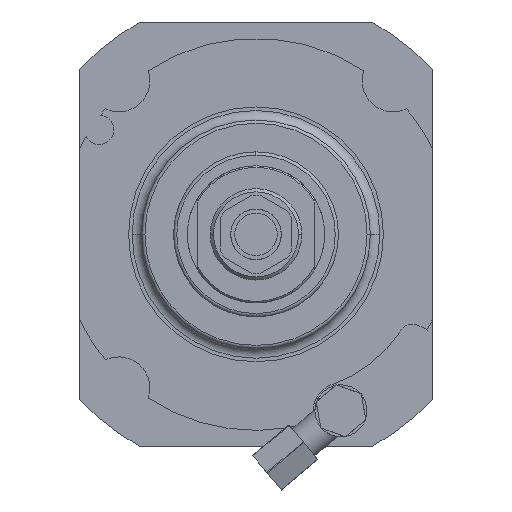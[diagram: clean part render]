
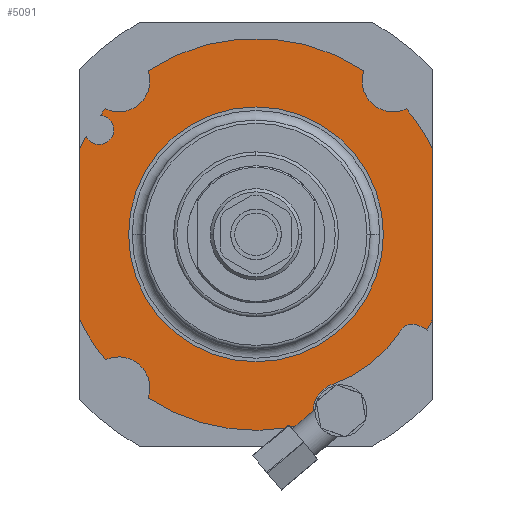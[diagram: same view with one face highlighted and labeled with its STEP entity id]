
A CAD part, left-side view. The second image highlights one B-rep face of the part: STEP entity #5091.
In plain terms, the highlighted planar face has unit normal (-1, 0, 0).
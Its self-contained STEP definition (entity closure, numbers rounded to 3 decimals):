
#784=CARTESIAN_POINT('',(-66.,0.,0.));
#785=DIRECTION('',(-1.,0.,0.));
#786=DIRECTION('',(0.,0.9,-0.436));
#787=AXIS2_PLACEMENT_3D('',#784,#785,#786);
#862=CARTESIAN_POINT('',(-66.,0.,0.));
#863=DIRECTION('',(-1.,0.,0.));
#864=DIRECTION('',(0.,-0.55,0.835));
#865=AXIS2_PLACEMENT_3D('',#862,#863,#864);
#871=CARTESIAN_POINT('',(-66.,-42.,47.));
#872=DIRECTION('',(1.,0.,0.));
#873=DIRECTION('',(0.,-0.43,-0.903));
#874=AXIS2_PLACEMENT_3D('',#871,#872,#873);
#880=CARTESIAN_POINT('',(-66.,0.,0.));
#881=DIRECTION('',(-1.,0.,0.));
#882=DIRECTION('',(0.,-0.9,0.436));
#883=AXIS2_PLACEMENT_3D('',#880,#881,#882);
#889=DIRECTION('',(0.,0.873,0.488));
#890=VECTOR('',#889,2.487);
#891=CARTESIAN_POINT('',(-66.,-52.367,-29.286));
#892=LINE('',#891,#890);
#893=CARTESIAN_POINT('',(-66.,-10.499,-8.044));
#894=DIRECTION('',(-1.,0.,0.));
#895=DIRECTION('',(0.,-0.32,-0.948));
#896=AXIS2_PLACEMENT_3D('',#893,#894,#895);
#898=DIRECTION('',(0.,-0.302,-0.953));
#899=VECTOR('',#898,0.673);
#900=CARTESIAN_POINT('',(-66.,-17.896,-56.564));
#901=LINE('',#900,#899);
#902=DIRECTION('',(0.,0.,1.));
#903=VECTOR('',#902,52.307);
#904=CARTESIAN_POINT('',(-66.,54.,-26.153));
#905=LINE('',#904,#903);
#906=DIRECTION('',(0.,0.,-1.));
#907=VECTOR('',#906,52.307);
#908=CARTESIAN_POINT('',(-66.,-54.,26.153));
#909=LINE('',#908,#907);
#910=CARTESIAN_POINT('',(-66.,0.,0.));
#911=DIRECTION('',(1.,0.,0.));
#912=DIRECTION('',(0.,-1.,0.));
#913=AXIS2_PLACEMENT_3D('',#910,#911,#912);
#915=CARTESIAN_POINT('',(-66.,0.,0.));
#916=DIRECTION('',(-1.,0.,0.));
#917=DIRECTION('',(0.,-1.,0.));
#918=AXIS2_PLACEMENT_3D('',#915,#916,#917);
#924=CARTESIAN_POINT('',(-66.,0.,0.));
#925=DIRECTION('',(-1.,0.,0.));
#926=DIRECTION('',(0.,-0.873,-0.488));
#927=AXIS2_PLACEMENT_3D('',#924,#925,#926);
#937=CARTESIAN_POINT('',(-66.,-48.,-32.));
#938=DIRECTION('',(1.,0.,0.));
#939=DIRECTION('',(0.,0.843,0.538));
#940=AXIS2_PLACEMENT_3D('',#937,#938,#939);
#950=CARTESIAN_POINT('',(-66.,-26.,-54.));
#951=DIRECTION('',(1.,0.,0.));
#952=DIRECTION('',(0.,0.953,-0.302));
#953=AXIS2_PLACEMENT_3D('',#950,#951,#952);
#963=CARTESIAN_POINT('',(-66.,0.,0.));
#964=DIRECTION('',(-1.,0.,0.));
#965=DIRECTION('',(0.,0.55,-0.835));
#966=AXIS2_PLACEMENT_3D('',#963,#964,#965);
#972=CARTESIAN_POINT('',(-66.,42.,-47.));
#973=DIRECTION('',(1.,0.,0.));
#974=DIRECTION('',(0.,0.43,0.903));
#975=AXIS2_PLACEMENT_3D('',#972,#973,#974);
#981=CARTESIAN_POINT('',(-66.,0.,0.));
#982=DIRECTION('',(-1.,0.,0.));
#983=DIRECTION('',(0.,0.867,0.499));
#984=AXIS2_PLACEMENT_3D('',#981,#982,#983);
#990=CARTESIAN_POINT('',(-66.,48.,32.));
#991=DIRECTION('',(1.,0.,0.));
#992=DIRECTION('',(0.,-0.082,0.997));
#993=AXIS2_PLACEMENT_3D('',#990,#991,#992);
#999=CARTESIAN_POINT('',(-66.,0.,0.));
#1000=DIRECTION('',(-1.,0.,0.));
#1001=DIRECTION('',(0.,0.768,0.64));
#1002=AXIS2_PLACEMENT_3D('',#999,#1000,#1001);
#1008=CARTESIAN_POINT('',(-66.,42.,47.));
#1009=DIRECTION('',(1.,0.,0.));
#1010=DIRECTION('',(0.,-0.945,0.326));
#1011=AXIS2_PLACEMENT_3D('',#1008,#1009,#1010);
#3840=CARTESIAN_POINT('',(-66.,-39.,0.));
#3842=VERTEX_POINT('',#3840);
#3844=CARTESIAN_POINT('',(-66.,39.,0.));
#3846=VERTEX_POINT('',#3844);
#3847=CARTESIAN_POINT('',(-66.,-46.084,38.423));
#3848=CARTESIAN_POINT('',(-66.,-33.019,50.097));
#3849=VERTEX_POINT('',#3847);
#3850=VERTEX_POINT('',#3848);
#3851=CARTESIAN_POINT('',(-66.,33.019,50.097));
#3852=VERTEX_POINT('',#3851);
#3853=CARTESIAN_POINT('',(-66.,46.084,38.423));
#3854=VERTEX_POINT('',#3853);
#3855=CARTESIAN_POINT('',(-66.,46.084,-38.423));
#3856=CARTESIAN_POINT('',(-66.,33.019,-50.097));
#3857=VERTEX_POINT('',#3855);
#3858=VERTEX_POINT('',#3856);
#3859=CARTESIAN_POINT('',(-66.,-54.,26.153));
#3860=CARTESIAN_POINT('',(-66.,-54.,-26.153));
#3861=VERTEX_POINT('',#3859);
#3862=VERTEX_POINT('',#3860);
#3863=CARTESIAN_POINT('',(-66.,54.,-26.153));
#3864=CARTESIAN_POINT('',(-66.,54.,26.153));
#3865=VERTEX_POINT('',#3863);
#3866=VERTEX_POINT('',#3864);
#3867=CARTESIAN_POINT('',(-66.,47.632,36.485));
#3868=VERTEX_POINT('',#3867);
#3869=CARTESIAN_POINT('',(-66.,51.999,29.936));
#3870=VERTEX_POINT('',#3869);
#3871=CARTESIAN_POINT('',(-66.,-52.367,-29.286));
#3872=VERTEX_POINT('',#3871);
#3873=CARTESIAN_POINT('',(-66.,-44.208,-29.577));
#3874=CARTESIAN_POINT('',(-66.,-50.196,-28.072));
#3875=VERTEX_POINT('',#3873);
#3876=VERTEX_POINT('',#3874);
#3877=CARTESIAN_POINT('',(-66.,-18.099,-57.205));
#3878=VERTEX_POINT('',#3877);
#3879=CARTESIAN_POINT('',(-66.,-17.896,-56.564));
#3880=CARTESIAN_POINT('',(-66.,-23.283,-45.946));
#3881=VERTEX_POINT('',#3879);
#3882=VERTEX_POINT('',#3880);
#5048=CARTESIAN_POINT('',(-66.,0.,0.));
#5049=DIRECTION('',(-1.,0.,0.));
#5050=DIRECTION('',(0.,1.,0.));
#5051=AXIS2_PLACEMENT_3D('',#5048,#5049,#5050);
#5052=PLANE('',#5051);
#5054=ORIENTED_EDGE('',*,*,#5053,.F.);
#5056=ORIENTED_EDGE('',*,*,#5055,.T.);
#5058=ORIENTED_EDGE('',*,*,#5057,.F.);
#5060=ORIENTED_EDGE('',*,*,#5059,.F.);
#5062=ORIENTED_EDGE('',*,*,#5061,.F.);
#5064=ORIENTED_EDGE('',*,*,#5063,.T.);
#5066=ORIENTED_EDGE('',*,*,#5065,.F.);
#5068=ORIENTED_EDGE('',*,*,#5067,.F.);
#5069=ORIENTED_EDGE('',*,*,#4943,.F.);
#5070=ORIENTED_EDGE('',*,*,#4959,.T.);
#5072=ORIENTED_EDGE('',*,*,#5071,.F.);
#5074=ORIENTED_EDGE('',*,*,#5073,.F.);
#5076=ORIENTED_EDGE('',*,*,#5075,.F.);
#5078=ORIENTED_EDGE('',*,*,#5077,.F.);
#5079=ORIENTED_EDGE('',*,*,#5014,.F.);
#5080=ORIENTED_EDGE('',*,*,#5029,.F.);
#5081=ORIENTED_EDGE('',*,*,#5042,.F.);
#5082=ORIENTED_EDGE('',*,*,#4874,.T.);
#5083=EDGE_LOOP('',(#5054,#5056,#5058,#5060,#5062,#5064,#5066,#5068,#5069,#5070,
#5072,#5074,#5076,#5078,#5079,#5080,#5081,#5082));
#5084=FACE_OUTER_BOUND('',#5083,.F.);
#5086=ORIENTED_EDGE('',*,*,#5085,.F.);
#5088=ORIENTED_EDGE('',*,*,#5087,.T.);
#5089=EDGE_LOOP('',(#5086,#5088));
#5090=FACE_BOUND('',#5089,.F.);
#5091=ADVANCED_FACE('',(#5084,#5090),#5052,.T.);
#788=CIRCLE('',#787,60.);
#866=CIRCLE('',#865,60.);
#875=CIRCLE('',#874,9.5);
#884=CIRCLE('',#883,60.);
#897=CIRCLE('',#896,40.);
#914=CIRCLE('',#913,39.);
#919=CIRCLE('',#918,39.);
#928=CIRCLE('',#927,60.);
#941=CIRCLE('',#940,4.5);
#954=CIRCLE('',#953,8.5);
#967=CIRCLE('',#966,60.);
#976=CIRCLE('',#975,9.5);
#985=CIRCLE('',#984,60.);
#994=CIRCLE('',#993,4.5);
#1003=CIRCLE('',#1002,60.);
#1012=CIRCLE('',#1011,9.5);
#4874=EDGE_CURVE('',#3861,#3862,#909,.T.);
#4943=EDGE_CURVE('',#3865,#3857,#788,.T.);
#4959=EDGE_CURVE('',#3865,#3866,#905,.T.);
#5014=EDGE_CURVE('',#3850,#3852,#866,.T.);
#5029=EDGE_CURVE('',#3849,#3850,#875,.T.);
#5042=EDGE_CURVE('',#3861,#3849,#884,.T.);
#5053=EDGE_CURVE('',#3872,#3862,#928,.T.);
#5055=EDGE_CURVE('',#3872,#3876,#892,.T.);
#5057=EDGE_CURVE('',#3875,#3876,#941,.T.);
#5059=EDGE_CURVE('',#3882,#3875,#897,.T.);
#5061=EDGE_CURVE('',#3881,#3882,#954,.T.);
#5063=EDGE_CURVE('',#3881,#3878,#901,.T.);
#5065=EDGE_CURVE('',#3858,#3878,#967,.T.);
#5067=EDGE_CURVE('',#3857,#3858,#976,.T.);
#5071=EDGE_CURVE('',#3870,#3866,#985,.T.);
#5073=EDGE_CURVE('',#3868,#3870,#994,.T.);
#5075=EDGE_CURVE('',#3854,#3868,#1003,.T.);
#5077=EDGE_CURVE('',#3852,#3854,#1012,.T.);
#5085=EDGE_CURVE('',#3842,#3846,#914,.T.);
#5087=EDGE_CURVE('',#3842,#3846,#919,.T.);
